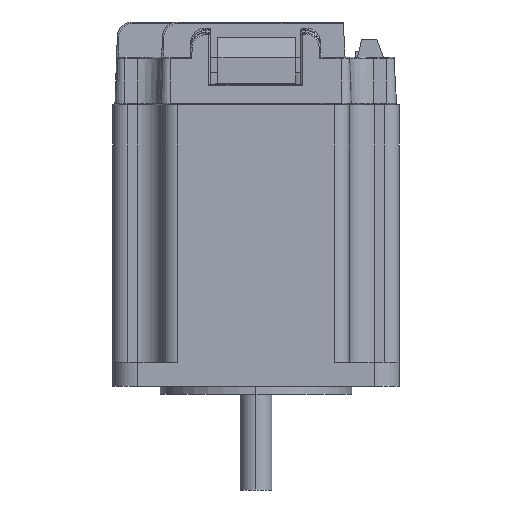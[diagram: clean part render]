
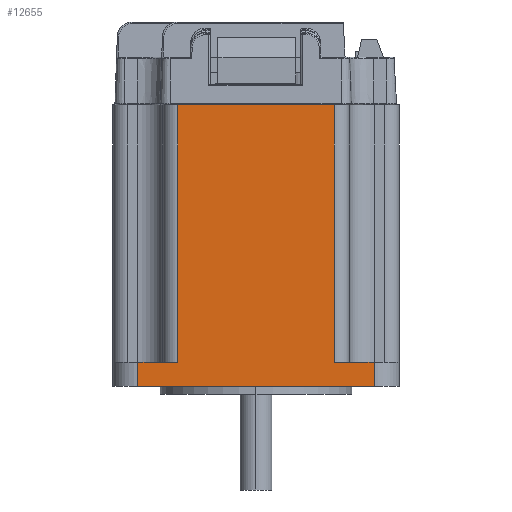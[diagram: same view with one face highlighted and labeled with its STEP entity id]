
A CAD part, left-side view. The second image highlights one B-rep face of the part: STEP entity #12655.
In plain terms, the highlighted planar face has unit normal (-1, 0, 0).
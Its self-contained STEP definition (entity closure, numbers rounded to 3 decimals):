
#370 = ORIENTED_EDGE ( 'NONE', *, *, #27744, .T. ) ;
#978 = ORIENTED_EDGE ( 'NONE', *, *, #20771, .T. ) ;
#1613 = VECTOR ( 'NONE', #22752, 1000. ) ;
#3508 = CARTESIAN_POINT ( 'NONE',  ( -28.5, 15.57, 56. ) ) ;
#4393 = VERTEX_POINT ( 'NONE', #6897 ) ;
#5594 = ORIENTED_EDGE ( 'NONE', *, *, #12258, .F. ) ;
#5652 = VECTOR ( 'NONE', #26622, 1000. ) ;
#6043 = DIRECTION ( 'NONE',  ( 0., 1., 0. ) ) ;
#6059 = VERTEX_POINT ( 'NONE', #24215 ) ;
#6897 = CARTESIAN_POINT ( 'NONE',  ( -28.5, 23.5, 0. ) ) ;
#7119 = EDGE_CURVE ( 'NONE', #12052, #26733, #10741, .T. ) ;
#8098 = LINE ( 'NONE', #20215, #1613 ) ;
#10741 = LINE ( 'NONE', #13730, #13086 ) ;
#11742 = CARTESIAN_POINT ( 'NONE',  ( -28.5, -15.57, 4.8 ) ) ;
#11775 = CARTESIAN_POINT ( 'NONE',  ( -28.5, -15.57, 56. ) ) ;
#12052 = VERTEX_POINT ( 'NONE', #25674 ) ;
#12096 = DIRECTION ( 'NONE',  ( 0., 0., -1. ) ) ;
#12109 = VERTEX_POINT ( 'NONE', #18595 ) ;
#12203 = EDGE_CURVE ( 'NONE', #12109, #28810, #22605, .T. ) ;
#12258 = EDGE_CURVE ( 'NONE', #28810, #26733, #13382, .T. ) ;
#12380 = LINE ( 'NONE', #24065, #29715 ) ;
#12655 = ADVANCED_FACE ( 'NONE', ( #21452 ), #23049, .F. ) ;
#13086 = VECTOR ( 'NONE', #21045, 1000. ) ;
#13382 = LINE ( 'NONE', #11775, #21087 ) ;
#13730 = CARTESIAN_POINT ( 'NONE',  ( -28.5, -23.5, 4.8 ) ) ;
#13865 = ORIENTED_EDGE ( 'NONE', *, *, #7119, .T. ) ;
#14176 = CARTESIAN_POINT ( 'NONE',  ( -28.5, 15.57, 56. ) ) ;
#14177 = DIRECTION ( 'NONE',  ( 0., 0., -1. ) ) ;
#14318 = ORIENTED_EDGE ( 'NONE', *, *, #12203, .F. ) ;
#16068 = EDGE_CURVE ( 'NONE', #6059, #28758, #12380, .T. ) ;
#16663 = DIRECTION ( 'NONE',  ( 0., 1., 0. ) ) ;
#17157 = CARTESIAN_POINT ( 'NONE',  ( -28.5, 23.5, 4.8 ) ) ;
#17328 = VECTOR ( 'NONE', #20123, 1000. ) ;
#17509 = LINE ( 'NONE', #3508, #27906 ) ;
#17956 = VERTEX_POINT ( 'NONE', #24812 ) ;
#18337 = CARTESIAN_POINT ( 'NONE',  ( -28.5, 15.57, 56. ) ) ;
#18595 = CARTESIAN_POINT ( 'NONE',  ( -28.5, 15.57, 56. ) ) ;
#20123 = DIRECTION ( 'NONE',  ( 0., -1., 0. ) ) ;
#20215 = CARTESIAN_POINT ( 'NONE',  ( -28.5, -23.5, 4.8 ) ) ;
#20771 = EDGE_CURVE ( 'NONE', #12109, #6059, #17509, .T. ) ;
#21045 = DIRECTION ( 'NONE',  ( 0., 1., 0. ) ) ;
#21073 = ORIENTED_EDGE ( 'NONE', *, *, #16068, .T. ) ;
#21087 = VECTOR ( 'NONE', #12096, 1000. ) ;
#21452 = FACE_OUTER_BOUND ( 'NONE', #23619, .T. ) ;
#21610 = ORIENTED_EDGE ( 'NONE', *, *, #23768, .T. ) ;
#22095 = CARTESIAN_POINT ( 'NONE',  ( -28.5, -15.57, 56. ) ) ;
#22467 = CARTESIAN_POINT ( 'NONE',  ( -28.5, 15.57, 0. ) ) ;
#22605 = LINE ( 'NONE', #14176, #5652 ) ;
#22752 = DIRECTION ( 'NONE',  ( 0., 0., -1. ) ) ;
#23049 = PLANE ( 'NONE',  #31494 ) ;
#23619 = EDGE_LOOP ( 'NONE', ( #978, #21073, #370, #21610, #31739, #13865, #5594, #14318 ) ) ;
#23645 = LINE ( 'NONE', #26203, #30585 ) ;
#23768 = EDGE_CURVE ( 'NONE', #4393, #17956, #23860, .T. ) ;
#23860 = LINE ( 'NONE', #22467, #17328 ) ;
#24065 = CARTESIAN_POINT ( 'NONE',  ( -28.5, -23.5, 4.8 ) ) ;
#24215 = CARTESIAN_POINT ( 'NONE',  ( -28.5, 15.57, 4.8 ) ) ;
#24812 = CARTESIAN_POINT ( 'NONE',  ( -28.5, -23.5, 0. ) ) ;
#25536 = DIRECTION ( 'NONE',  ( 1., 0., 0. ) ) ;
#25674 = CARTESIAN_POINT ( 'NONE',  ( -28.5, -23.5, 4.8 ) ) ;
#25973 = DIRECTION ( 'NONE',  ( 0., 0., -1. ) ) ;
#26203 = CARTESIAN_POINT ( 'NONE',  ( -28.5, 23.5, 4.8 ) ) ;
#26622 = DIRECTION ( 'NONE',  ( 0., -1., 0. ) ) ;
#26733 = VERTEX_POINT ( 'NONE', #11742 ) ;
#27744 = EDGE_CURVE ( 'NONE', #28758, #4393, #23645, .T. ) ;
#27906 = VECTOR ( 'NONE', #25973, 1000. ) ;
#28758 = VERTEX_POINT ( 'NONE', #17157 ) ;
#28810 = VERTEX_POINT ( 'NONE', #22095 ) ;
#29715 = VECTOR ( 'NONE', #16663, 1000. ) ;
#30186 = EDGE_CURVE ( 'NONE', #12052, #17956, #8098, .T. ) ;
#30585 = VECTOR ( 'NONE', #14177, 1000. ) ;
#31494 = AXIS2_PLACEMENT_3D ( 'NONE', #18337, #25536, #6043 ) ;
#31739 = ORIENTED_EDGE ( 'NONE', *, *, #30186, .F. ) ;
